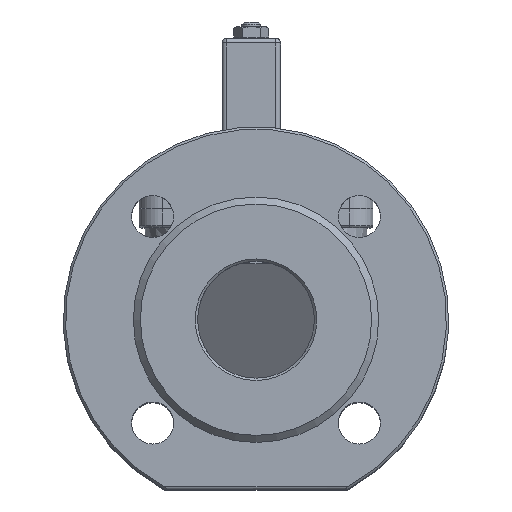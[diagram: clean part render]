
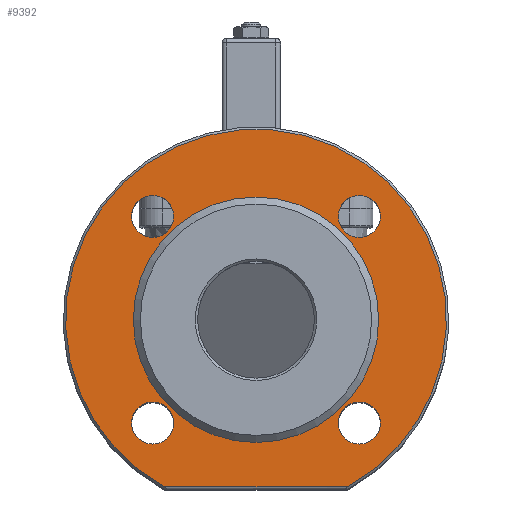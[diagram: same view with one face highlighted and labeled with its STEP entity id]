
A CAD part, top view. The second image highlights one B-rep face of the part: STEP entity #9392.
In plain terms, the highlighted planar face has unit normal (0, 0, 1).
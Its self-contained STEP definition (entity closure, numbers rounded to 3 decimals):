
#183=FACE_BOUND('',#1455,.T.);
#184=FACE_BOUND('',#1456,.T.);
#185=FACE_BOUND('',#1457,.T.);
#186=FACE_BOUND('',#1458,.T.);
#187=FACE_BOUND('',#1459,.T.);
#235=PLANE('',#10037);
#505=CIRCLE('',#10018,81.5);
#522=CIRCLE('',#10038,52.5);
#523=CIRCLE('',#10039,9.);
#524=CIRCLE('',#10040,9.);
#525=CIRCLE('',#10041,9.);
#526=CIRCLE('',#10042,9.);
#912=FACE_OUTER_BOUND('',#1454,.T.);
#1454=EDGE_LOOP('',(#6062,#6063));
#1455=EDGE_LOOP('',(#6064));
#1456=EDGE_LOOP('',(#6065));
#1457=EDGE_LOOP('',(#6066));
#1458=EDGE_LOOP('',(#6067));
#1459=EDGE_LOOP('',(#6068));
#2062=LINE('',#13690,#2801);
#2801=VECTOR('',#10978,10.);
#3743=VERTEX_POINT('',#13650);
#3744=VERTEX_POINT('',#13669);
#3765=VERTEX_POINT('',#13734);
#3766=VERTEX_POINT('',#13736);
#3767=VERTEX_POINT('',#13738);
#3768=VERTEX_POINT('',#13740);
#3769=VERTEX_POINT('',#13742);
#4631=EDGE_CURVE('',#3743,#3744,#505,.T.);
#4633=EDGE_CURVE('',#3744,#3743,#2062,.T.);
#4655=EDGE_CURVE('',#3765,#3765,#522,.T.);
#4656=EDGE_CURVE('',#3766,#3766,#523,.T.);
#4657=EDGE_CURVE('',#3767,#3767,#524,.T.);
#4658=EDGE_CURVE('',#3768,#3768,#525,.T.);
#4659=EDGE_CURVE('',#3769,#3769,#526,.T.);
#6062=ORIENTED_EDGE('',*,*,#4633,.F.);
#6063=ORIENTED_EDGE('',*,*,#4631,.F.);
#6064=ORIENTED_EDGE('',*,*,#4655,.F.);
#6065=ORIENTED_EDGE('',*,*,#4656,.F.);
#6066=ORIENTED_EDGE('',*,*,#4657,.F.);
#6067=ORIENTED_EDGE('',*,*,#4658,.F.);
#6068=ORIENTED_EDGE('',*,*,#4659,.F.);
#9392=ADVANCED_FACE('',(#912,#183,#184,#185,#186,#187),#235,.F.);
#10018=AXIS2_PLACEMENT_3D('',#13670,#10974,#10975);
#10037=AXIS2_PLACEMENT_3D('',#13733,#11018,#11019);
#10038=AXIS2_PLACEMENT_3D('',#13735,#11020,#11021);
#10039=AXIS2_PLACEMENT_3D('',#13737,#11022,#11023);
#10040=AXIS2_PLACEMENT_3D('',#13739,#11024,#11025);
#10041=AXIS2_PLACEMENT_3D('',#13741,#11026,#11027);
#10042=AXIS2_PLACEMENT_3D('',#13743,#11028,#11029);
#10974=DIRECTION('center_axis',(0.,0.,-1.));
#10975=DIRECTION('ref_axis',(1.,0.,0.));
#10978=DIRECTION('',(-1.,0.,0.));
#11018=DIRECTION('center_axis',(0.,0.,-1.));
#11019=DIRECTION('ref_axis',(-1.,0.,0.));
#11020=DIRECTION('center_axis',(0.,0.,1.));
#11021=DIRECTION('ref_axis',(-1.,0.,0.));
#11022=DIRECTION('center_axis',(0.,0.,1.));
#11023=DIRECTION('ref_axis',(1.,0.,0.));
#11024=DIRECTION('center_axis',(0.,0.,1.));
#11025=DIRECTION('ref_axis',(1.,0.,0.));
#11026=DIRECTION('center_axis',(0.,0.,1.));
#11027=DIRECTION('ref_axis',(1.,0.,0.));
#11028=DIRECTION('center_axis',(0.,0.,1.));
#11029=DIRECTION('ref_axis',(1.,0.,0.));
#13650=CARTESIAN_POINT('',(-39.115,-71.5,0.));
#13669=CARTESIAN_POINT('',(39.115,-71.5,0.));
#13670=CARTESIAN_POINT('Origin',(0.,0.,0.));
#13690=CARTESIAN_POINT('',(-27.679,-71.5,0.));
#13733=CARTESIAN_POINT('Origin',(0.,0.,0.));
#13734=CARTESIAN_POINT('',(52.5,0.,0.));
#13735=CARTESIAN_POINT('Origin',(0.,0.,0.));
#13736=CARTESIAN_POINT('',(35.194,44.194,0.));
#13737=CARTESIAN_POINT('Origin',(44.194,44.194,0.));
#13738=CARTESIAN_POINT('',(35.194,-44.194,0.));
#13739=CARTESIAN_POINT('Origin',(44.194,-44.194,0.));
#13740=CARTESIAN_POINT('',(-53.194,-44.194,0.));
#13741=CARTESIAN_POINT('Origin',(-44.194,-44.194,0.));
#13742=CARTESIAN_POINT('',(-53.194,44.194,0.));
#13743=CARTESIAN_POINT('Origin',(-44.194,44.194,0.));
